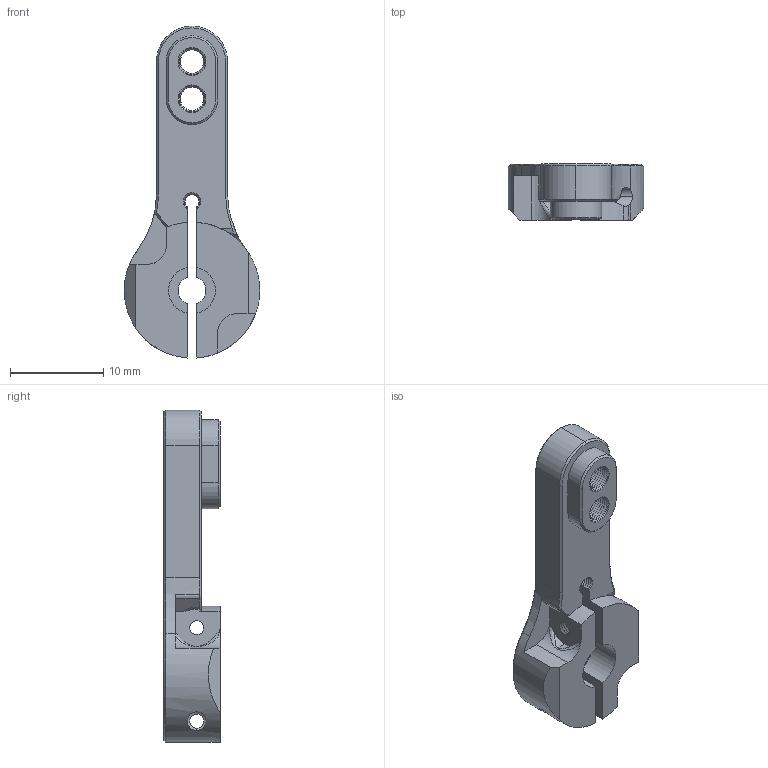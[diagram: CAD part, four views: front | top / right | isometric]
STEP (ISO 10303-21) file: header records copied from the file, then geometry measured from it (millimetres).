
FILE_DESCRIPTION (( 'STEP AP214' ), '1' );
FILE_NAME ('STEP214 Servo Arm for DS3218MG.STEP', '2021-07-26T07:44:41', ( '' ), ( '' ), 'SwSTEP 2.0', 'SolidWorks 2021', '' );
FILE_SCHEMA (( 'AUTOMOTIVE_DESIGN' ));
Length unit declared in the file: millimetre
Products named in the file (1): STEP214 Servo Arm for DS3218MG
Bounding box: 14.5 x 6 x 35.53 mm (x, y, z)
Volume: 1309.9 mm3; surface area: 1598.4 mm2
Topology: 1 solids, 1 shells, 629 faces, 1384 edges, 757 vertices
Faces by surface type: cone 381, cylinder 208, plane 33, bspline 7
Entity records: 17815 total; most frequent: CARTESIAN_POINT 3891, DIRECTION 3160, ORIENTED_EDGE 2768, EDGE_CURVE 1384, AXIS2_PLACEMENT_3D 1259, VERTEX_POINT 757, VECTOR 642, LINE 642
